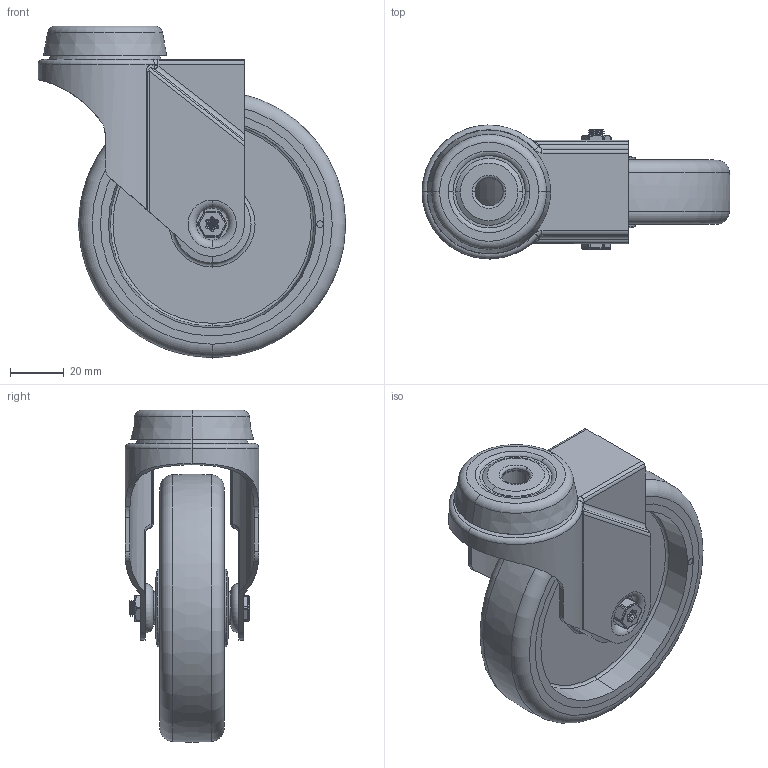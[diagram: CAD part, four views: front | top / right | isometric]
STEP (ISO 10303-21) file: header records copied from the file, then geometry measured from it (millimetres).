
FILE_DESCRIPTION(('STEP AP203'),'1');
FILE_NAME('BZRA100GRECBJBH10.STEP','2023-06-12T10:21:12',(' '),(' '),'Spatial InterOp 3D',' ',' ');
FILE_SCHEMA(('CONFIG_CONTROL_DESIGN'));
Length unit declared in the file: metre
Products named in the file (23): BZRA100ASBH10; ZINC PLATED PRESSED STEEL HEAD; ZINC PLATED PRESSED STEEL FORKS; BZRA100GRECBJBH10; BZL100WGRECBJM8; 85 SHORE A ELECTRICALLY CONDUCTIVE RUBBER TYRE; NYLON RIM; NYLON RIM Geometry; SPOT; BEARING608-ZB; METAL; INSIDE; OUTTER; Pattern; Component4; TUBEM8X30; ZINC PLATED AXLE TUBE; BOLTBZRA6MM; ZINC PLATED AXLE BOLT; NM6GR8HALFGR8; ZINC PLATED LOCKING NUT
Assembly tree (38 placements, depth 5):
  BZRA100GRECBJBH10
    BZRA100ASBH10
      ZINC PLATED PRESSED STEEL HEAD
      ZINC PLATED PRESSED STEEL FORKS
    BZL100WGRECBJM8
      85 SHORE A ELECTRICALLY CONDUCTIVE RUBBER TYRE
      NYLON RIM
        NYLON RIM Geometry
        SPOT
      BEARING608-ZB
        METAL
        INSIDE
        OUTTER
        Pattern
          Component4  x7
      BEARING608-ZB
        METAL
        INSIDE
        OUTTER
        Pattern
          Component4  x7
    TUBEM8X30
      ZINC PLATED AXLE TUBE
    BOLTBZRA6MM
      ZINC PLATED AXLE BOLT
    NM6GR8HALFGR8
      ZINC PLATED LOCKING NUT
Bounding box: 114.92 x 50 x 123.98 mm (x, y, z)
Volume: 135064.9 mm3; surface area: 81222.8 mm2
Topology: 30 solids, 30 shells, 532 faces, 1247 edges, 734 vertices
Faces by surface type: cylinder 217, torus 126, plane 79, cone 40, bspline 36, sphere 34
Entity records: 32028 total; most frequent: CARTESIAN_POINT 20264, DIRECTION 2420, ORIENTED_EDGE 2110, AXIS2_PLACEMENT_3D 1066, EDGE_CURVE 1055, VERTEX_POINT 648, CIRCLE 581, EDGE_LOOP 499
